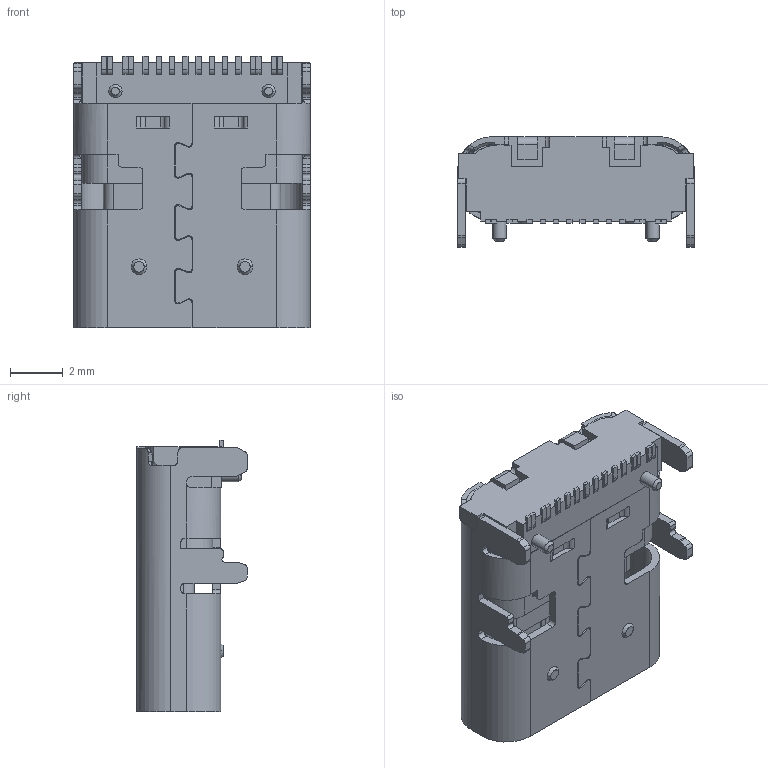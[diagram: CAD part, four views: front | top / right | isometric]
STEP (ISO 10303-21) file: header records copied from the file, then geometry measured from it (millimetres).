
FILE_DESCRIPTION((''),'2;1');
FILE_NAME('7004B','2023-04-10T',('Administrator'),(''),'PRO/ENGINEER BY PARAMETRIC TECHNOLOGY CORPORATION, 2013040','PRO/ENGINEER BY PARAMETRIC TECHNOLOGY CORPORATION, 2013040','');
FILE_SCHEMA(('CONFIG_CONTROL_DESIGN'));
Length unit declared in the file: millimetre
Products named in the file (1): 7004B
Bounding box: 8.94 x 4.16 x 10.25 mm (x, y, z)
Volume: 176.4 mm3; surface area: 527.5 mm2
Topology: 1 solids, 4 shells, 895 faces, 2583 edges, 1697 vertices
Faces by surface type: plane 688, cylinder 181, cone 20, bspline 6
Entity records: 30340 total; most frequent: CARTESIAN_POINT 6538, ORIENTED_EDGE 5166, DIRECTION 4694, EDGE_CURVE 2583, VECTOR 2108, LINE 2108, VERTEX_POINT 1697, AXIS2_PLACEMENT_3D 1293
